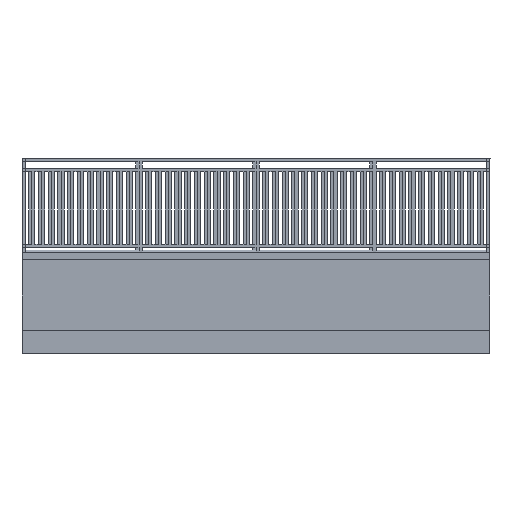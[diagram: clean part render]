
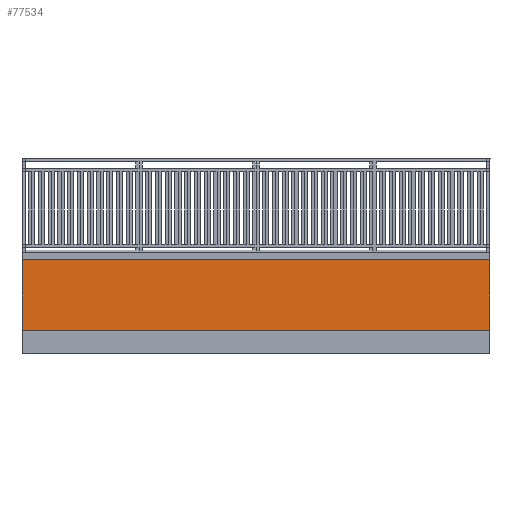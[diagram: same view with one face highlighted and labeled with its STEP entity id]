
A CAD part, left-side view. The second image highlights one B-rep face of the part: STEP entity #77534.
In plain terms, the highlighted planar face has unit normal (-1, 0, 0).
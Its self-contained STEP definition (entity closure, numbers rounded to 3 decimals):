
#5432=PLANE('',#82059);
#9446=FACE_OUTER_BOUND('',#13624,.T.);
#13624=EDGE_LOOP('',(#53157,#53158,#53159,#53160));
#18185=LINE('',#110891,#25517);
#18188=LINE('',#110899,#25520);
#18189=LINE('',#110901,#25521);
#18190=LINE('',#110902,#25522);
#25517=VECTOR('',#89242,0.039);
#25520=VECTOR('',#89249,0.039);
#25521=VECTOR('',#89250,0.039);
#25522=VECTOR('',#89251,0.039);
#32909=VERTEX_POINT('',#110889);
#32910=VERTEX_POINT('',#110890);
#32913=VERTEX_POINT('',#110898);
#32914=VERTEX_POINT('',#110900);
#40993=EDGE_CURVE('',#32909,#32910,#18185,.T.);
#40997=EDGE_CURVE('',#32910,#32913,#18188,.T.);
#40998=EDGE_CURVE('',#32913,#32914,#18189,.T.);
#40999=EDGE_CURVE('',#32914,#32909,#18190,.T.);
#53157=ORIENTED_EDGE('',*,*,#40997,.T.);
#53158=ORIENTED_EDGE('',*,*,#40998,.T.);
#53159=ORIENTED_EDGE('',*,*,#40999,.T.);
#53160=ORIENTED_EDGE('',*,*,#40993,.T.);
#77534=ADVANCED_FACE('',(#9446),#5432,.F.);
#82059=AXIS2_PLACEMENT_3D('',#110897,#89247,#89248);
#89242=DIRECTION('',(0.,0.,1.));
#89247=DIRECTION('center_axis',(1.,0.,0.));
#89248=DIRECTION('ref_axis',(0.,1.,0.));
#89249=DIRECTION('',(0.,1.,0.));
#89250=DIRECTION('',(0.,0.,-1.));
#89251=DIRECTION('',(0.,-1.,0.));
#110889=CARTESIAN_POINT('',(0.,0.,11.811));
#110890=CARTESIAN_POINT('',(0.,0.,47.244));
#110891=CARTESIAN_POINT('',(0.,0.,30.512));
#110897=CARTESIAN_POINT('Origin',(0.,206.693,29.528));
#110898=CARTESIAN_POINT('',(0.,236.22,47.244));
#110899=CARTESIAN_POINT('',(0.,29.528,47.244));
#110900=CARTESIAN_POINT('',(0.,236.22,11.811));
#110901=CARTESIAN_POINT('',(0.,236.22,32.48));
#110902=CARTESIAN_POINT('',(0.,265.748,11.811));
